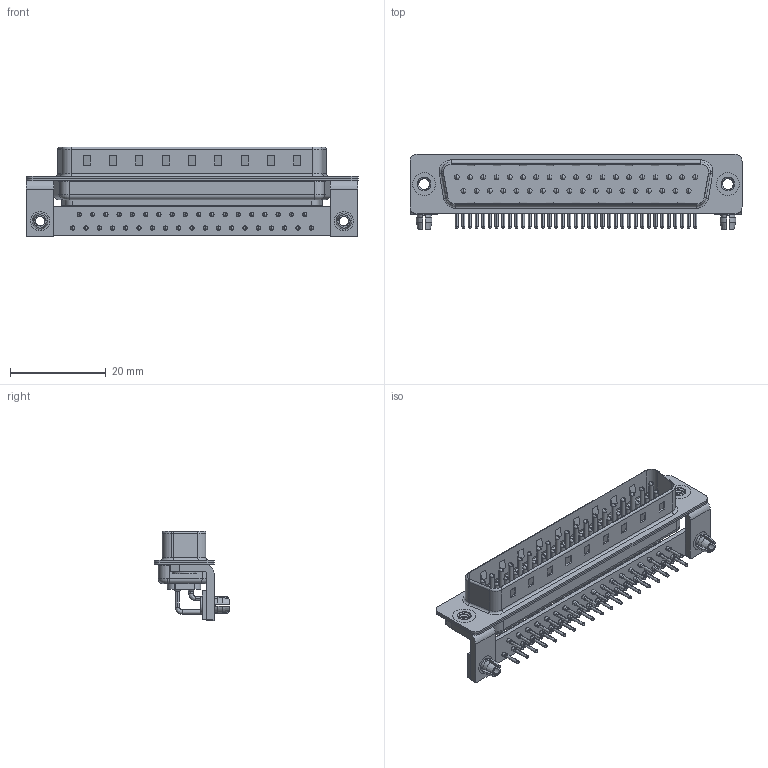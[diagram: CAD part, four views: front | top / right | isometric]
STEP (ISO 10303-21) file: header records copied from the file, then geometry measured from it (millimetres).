
FILE_DESCRIPTION (( 'STEP AP203' ), '1' );
FILE_NAME ('621-M37-660-WN3.STEP', '2018-09-25T08:08:00', ( '' ), ( '' ), 'SwSTEP 2.0', 'SolidWorks 2016', '' );
FILE_SCHEMA (( 'CONFIG_CONTROL_DESIGN' ));
Length unit declared in the file: millimetre
Products named in the file (10): 621M Contact Row 2; 621M 4-40 Threaded Rivet_Stabilizer; 621M Stabilizer Bracket; 621M Stabilizer Board_37 Contacts; 621M Board Lock; 621M Housing_37 Contacts; 621-M37-660-WN3; 621M Shell Front_37 Contacts; 621M Shell Rear_37 Contacts; 621M Contact Row 1
Assembly tree (47 placements, depth 2):
  621-M37-660-WN3
    621M Housing_37 Contacts
    621M Shell Front_37 Contacts
    621M Shell Rear_37 Contacts
    621M Contact Row 1  x19
    621M Contact Row 2  x18
    621M 4-40 Threaded Rivet_Stabilizer  x2
    621M Stabilizer Bracket  x2
    621M Stabilizer Board_37 Contacts
    621M Board Lock  x2
Bounding box: 69.4 x 15.8 x 18.8 mm (x, y, z)
Volume: 4643.1 mm3; surface area: 12155.5 mm2
Topology: 47 solids, 47 shells, 4698 faces, 13163 edges, 8574 vertices
Faces by surface type: plane 2645, cylinder 1601, bspline 228, cone 168, torus 56
Entity records: 35766 total; most frequent: CARTESIAN_POINT 7175, DIRECTION 5845, ORIENTED_EDGE 5284, EDGE_CURVE 2642, AXIS2_PLACEMENT_3D 2190, VERTEX_POINT 1720, VECTOR 1465, LINE 1465
